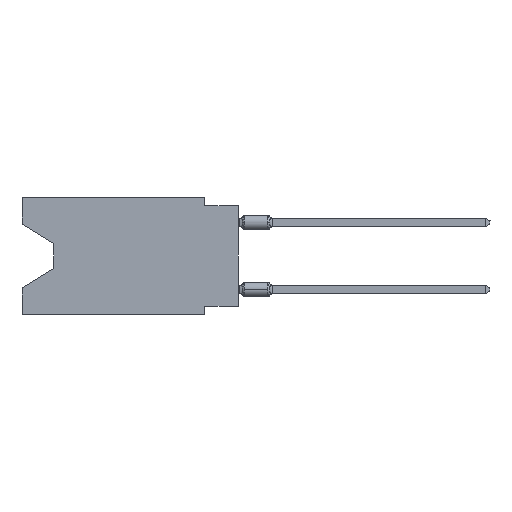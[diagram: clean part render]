
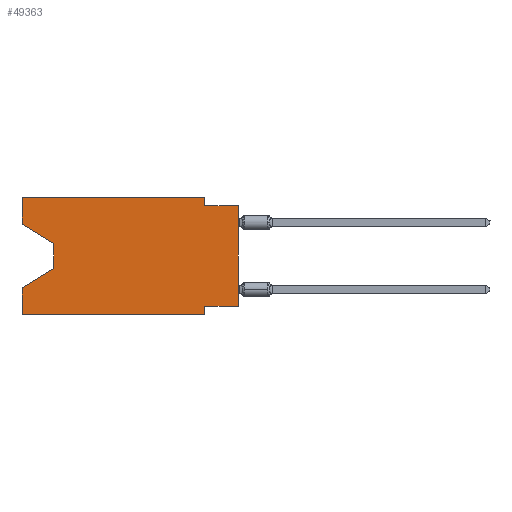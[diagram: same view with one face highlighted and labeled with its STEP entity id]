
A CAD part, left-side view. The second image highlights one B-rep face of the part: STEP entity #49363.
In plain terms, the highlighted planar face has unit normal (-1, 0, 0).
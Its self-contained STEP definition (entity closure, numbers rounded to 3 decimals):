
#1557 = LINE ( 'NONE', #40579, #21626 ) ;
#1619 = VECTOR ( 'NONE', #66073, 1000. ) ;
#2824 = VECTOR ( 'NONE', #56819, 1000. ) ;
#3987 = ORIENTED_EDGE ( 'NONE', *, *, #61118, .T. ) ;
#4580 = ORIENTED_EDGE ( 'NONE', *, *, #40223, .T. ) ;
#5572 = DIRECTION ( 'NONE',  ( 0., -0.855, -0.519 ) ) ;
#7559 = PLANE ( 'NONE',  #10700 ) ;
#8839 = CARTESIAN_POINT ( 'NONE',  ( 0., 2.54, -0.635 ) ) ;
#8973 = DIRECTION ( 'NONE',  ( 1., 0., 0. ) ) ;
#10700 = AXIS2_PLACEMENT_3D ( 'NONE', #41449, #8973, #63675 ) ;
#11031 = VERTEX_POINT ( 'NONE', #40678 ) ;
#12106 = VECTOR ( 'NONE', #34793, 1000. ) ;
#13755 = CARTESIAN_POINT ( 'NONE',  ( 0., 13.97, -3.505 ) ) ;
#14454 = LINE ( 'NONE', #63340, #26451 ) ;
#15884 = EDGE_CURVE ( 'NONE', #30883, #54370, #21774, .T. ) ;
#16980 = ORIENTED_EDGE ( 'NONE', *, *, #15884, .F. ) ;
#17107 = DIRECTION ( 'NONE',  ( 0., 1., 0. ) ) ;
#17972 = DIRECTION ( 'NONE',  ( 0., 0.855, -0.519 ) ) ;
#18689 = CARTESIAN_POINT ( 'NONE',  ( 0., 2.54, 0. ) ) ;
#19342 = EDGE_CURVE ( 'NONE', #25023, #47543, #55755, .T. ) ;
#20165 = LINE ( 'NONE', #43839, #1619 ) ;
#20784 = CARTESIAN_POINT ( 'NONE',  ( 0., 16.383, 0. ) ) ;
#21626 = VECTOR ( 'NONE', #23819, 1000. ) ;
#21774 = LINE ( 'NONE', #70631, #44913 ) ;
#21785 = VECTOR ( 'NONE', #17107, 1000. ) ;
#23801 = DIRECTION ( 'NONE',  ( 0., -1., 0. ) ) ;
#23819 = DIRECTION ( 'NONE',  ( 0., -1., 0. ) ) ;
#25023 = VERTEX_POINT ( 'NONE', #53610 ) ;
#25530 = VERTEX_POINT ( 'NONE', #27167 ) ;
#26194 = VERTEX_POINT ( 'NONE', #58397 ) ;
#26451 = VECTOR ( 'NONE', #35967, 1000. ) ;
#27167 = CARTESIAN_POINT ( 'NONE',  ( 0., 16.383, 0. ) ) ;
#30840 = EDGE_CURVE ( 'NONE', #32226, #26194, #52569, .T. ) ;
#30883 = VERTEX_POINT ( 'NONE', #18689 ) ;
#31763 = CARTESIAN_POINT ( 'NONE',  ( 0., 2.54, -8.255 ) ) ;
#32226 = VERTEX_POINT ( 'NONE', #64240 ) ;
#33375 = EDGE_CURVE ( 'NONE', #38636, #25530, #37173, .T. ) ;
#34213 = CARTESIAN_POINT ( 'NONE',  ( 0., 0., -8.255 ) ) ;
#34793 = DIRECTION ( 'NONE',  ( 0., -1., 0. ) ) ;
#34938 = ORIENTED_EDGE ( 'NONE', *, *, #41946, .T. ) ;
#35037 = VECTOR ( 'NONE', #60141, 1000. ) ;
#35096 = VECTOR ( 'NONE', #17972, 1000. ) ;
#35362 = VERTEX_POINT ( 'NONE', #46840 ) ;
#35610 = VECTOR ( 'NONE', #69930, 1000. ) ;
#35967 = DIRECTION ( 'NONE',  ( 0., 0., 1. ) ) ;
#36769 = CARTESIAN_POINT ( 'NONE',  ( 0., 0., 0. ) ) ;
#37173 = LINE ( 'NONE', #20784, #35037 ) ;
#38636 = VERTEX_POINT ( 'NONE', #49999 ) ;
#40223 = EDGE_CURVE ( 'NONE', #35362, #32226, #45506, .T. ) ;
#40247 = ORIENTED_EDGE ( 'NONE', *, *, #48700, .F. ) ;
#40263 = LINE ( 'NONE', #62506, #12106 ) ;
#40296 = ORIENTED_EDGE ( 'NONE', *, *, #61682, .T. ) ;
#40579 = CARTESIAN_POINT ( 'NONE',  ( 0., 16.383, -8.89 ) ) ;
#40678 = CARTESIAN_POINT ( 'NONE',  ( 0., 16.383, -8.89 ) ) ;
#41449 = CARTESIAN_POINT ( 'NONE',  ( 0., 16.383, 0. ) ) ;
#41450 = ORIENTED_EDGE ( 'NONE', *, *, #56681, .F. ) ;
#41946 = EDGE_CURVE ( 'NONE', #11031, #42309, #1557, .T. ) ;
#42309 = VERTEX_POINT ( 'NONE', #51064 ) ;
#43839 = CARTESIAN_POINT ( 'NONE',  ( 0., 2.54, -8.89 ) ) ;
#44161 = ORIENTED_EDGE ( 'NONE', *, *, #57311, .F. ) ;
#44913 = VECTOR ( 'NONE', #65523, 1000. ) ;
#45506 = LINE ( 'NONE', #13755, #2824 ) ;
#46640 = ORIENTED_EDGE ( 'NONE', *, *, #30840, .T. ) ;
#46840 = CARTESIAN_POINT ( 'NONE',  ( 0., 13.97, -3.505 ) ) ;
#47543 = VERTEX_POINT ( 'NONE', #31763 ) ;
#47979 = FACE_OUTER_BOUND ( 'NONE', #67301, .T. ) ;
#48700 = EDGE_CURVE ( 'NONE', #54370, #67063, #56979, .T. ) ;
#49363 = ADVANCED_FACE ( 'NONE', ( #47979 ), #7559, .F. ) ;
#49999 = CARTESIAN_POINT ( 'NONE',  ( 0., 16.383, -2.038 ) ) ;
#51064 = CARTESIAN_POINT ( 'NONE',  ( 0., 2.54, -8.89 ) ) ;
#52569 = LINE ( 'NONE', #63872, #35096 ) ;
#53610 = CARTESIAN_POINT ( 'NONE',  ( 0., 0., -8.255 ) ) ;
#54370 = VERTEX_POINT ( 'NONE', #8839 ) ;
#55547 = CARTESIAN_POINT ( 'NONE',  ( 0., 16.383, -2.038 ) ) ;
#55755 = LINE ( 'NONE', #34213, #21785 ) ;
#56681 = EDGE_CURVE ( 'NONE', #25530, #30883, #40263, .T. ) ;
#56819 = DIRECTION ( 'NONE',  ( 0., 0., -1. ) ) ;
#56979 = LINE ( 'NONE', #68621, #70017 ) ;
#57311 = EDGE_CURVE ( 'NONE', #47543, #42309, #20165, .T. ) ;
#58397 = CARTESIAN_POINT ( 'NONE',  ( 0., 16.383, -6.852 ) ) ;
#60141 = DIRECTION ( 'NONE',  ( 0., 0., 1. ) ) ;
#61118 = EDGE_CURVE ( 'NONE', #25023, #67063, #63419, .T. ) ;
#61363 = LINE ( 'NONE', #55547, #70572 ) ;
#61682 = EDGE_CURVE ( 'NONE', #38636, #35362, #61363, .T. ) ;
#62506 = CARTESIAN_POINT ( 'NONE',  ( 0., 16.383, 0. ) ) ;
#62746 = EDGE_CURVE ( 'NONE', #11031, #26194, #14454, .T. ) ;
#63340 = CARTESIAN_POINT ( 'NONE',  ( 0., 16.383, 0. ) ) ;
#63419 = LINE ( 'NONE', #36769, #35610 ) ;
#63675 = DIRECTION ( 'NONE',  ( 0., 0., -1. ) ) ;
#63872 = CARTESIAN_POINT ( 'NONE',  ( 0., 13.97, -5.385 ) ) ;
#64240 = CARTESIAN_POINT ( 'NONE',  ( 0., 13.97, -5.385 ) ) ;
#64414 = ORIENTED_EDGE ( 'NONE', *, *, #19342, .F. ) ;
#64429 = CARTESIAN_POINT ( 'NONE',  ( 0., 0., -0.635 ) ) ;
#65523 = DIRECTION ( 'NONE',  ( 0., 0., -1. ) ) ;
#66073 = DIRECTION ( 'NONE',  ( 0., 0., -1. ) ) ;
#66584 = ORIENTED_EDGE ( 'NONE', *, *, #33375, .F. ) ;
#67063 = VERTEX_POINT ( 'NONE', #64429 ) ;
#67301 = EDGE_LOOP ( 'NONE', ( #40296, #4580, #46640, #69921, #34938, #44161, #64414, #3987, #40247, #16980, #41450, #66584 ) ) ;
#68621 = CARTESIAN_POINT ( 'NONE',  ( 0., 0., -0.635 ) ) ;
#69921 = ORIENTED_EDGE ( 'NONE', *, *, #62746, .F. ) ;
#69930 = DIRECTION ( 'NONE',  ( 0., 0., 1. ) ) ;
#70017 = VECTOR ( 'NONE', #23801, 1000. ) ;
#70572 = VECTOR ( 'NONE', #5572, 1000. ) ;
#70631 = CARTESIAN_POINT ( 'NONE',  ( 0., 2.54, 0. ) ) ;
